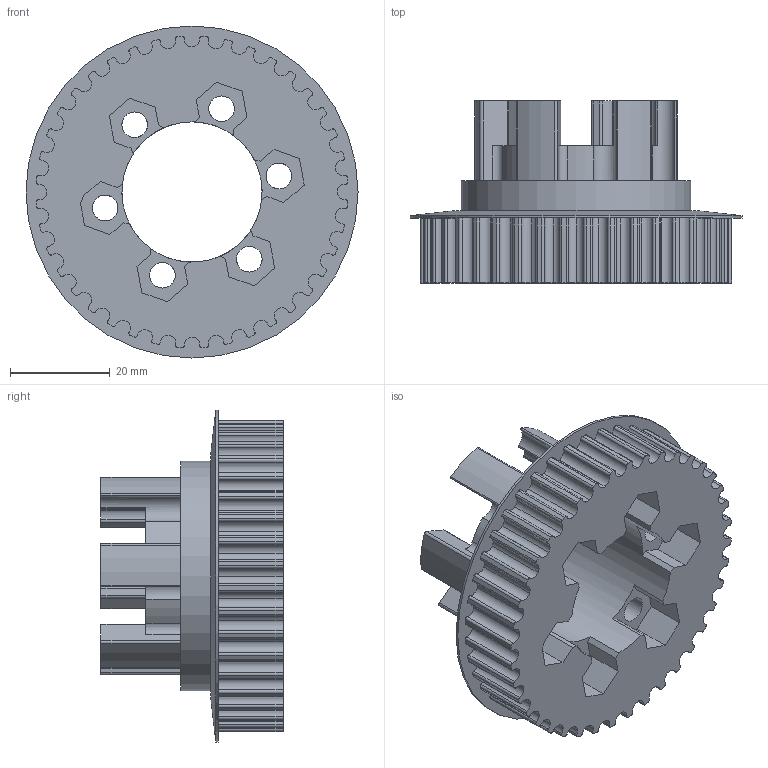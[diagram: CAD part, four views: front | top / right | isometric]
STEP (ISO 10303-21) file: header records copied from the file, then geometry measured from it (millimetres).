
FILE_DESCRIPTION(/* description */ (''),/* implementation_level */ '2;1');
FILE_NAME(/* name */ 'ABEC11flywheel+MBS_AT+AnyFlywheelClone_40T_12mm.step',/* time_stamp */ '2019-03-30T11:26:35+01:00',/* author */ ('pryside'),/* organization */ (''),/* preprocessor_version */ 'ST-DEVELOPER v17.2',/* originating_system */ 'Autodesk Translation Framework v7.6.0.251',/* authorisation */ '');
FILE_SCHEMA (('AUTOMOTIVE_DESIGN { 1 0 10303 214 3 1 1 }'));
Length unit declared in the file: millimetre
Products named in the file (1): 40T-HTD5-12MM_-_FLYWHEEL_AND_CLONE_CNC_FILE (1)
Bounding box: 66.5 x 36.5 x 66.5 mm (x, y, z)
Volume: 37925.4 mm3; surface area: 17358.3 mm2
Topology: 1 solids, 1 shells, 347 faces, 1056 edges, 707 vertices
Faces by surface type: cylinder 275, plane 71, cone 1
Full cylindrical faces by diameter (mm): 5.131 x6, 28.1 x1, 46 x1, 66.5 x1
Entity records: 12246 total; most frequent: DIRECTION 2355, ORIENTED_EDGE 2112, CARTESIAN_POINT 2111, EDGE_CURVE 1056, AXIS2_PLACEMENT_3D 951, VERTEX_POINT 707, CIRCLE 603, LINE 453
